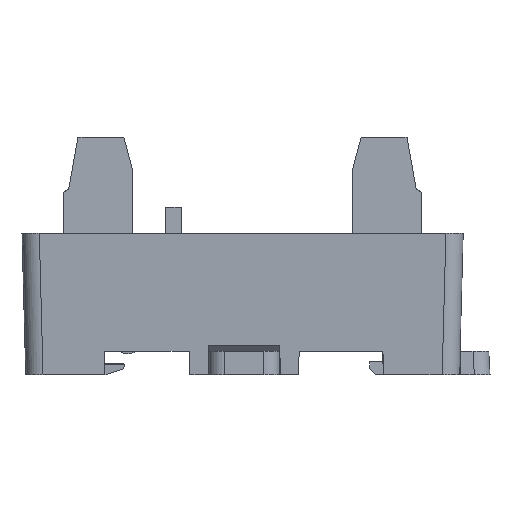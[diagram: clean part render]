
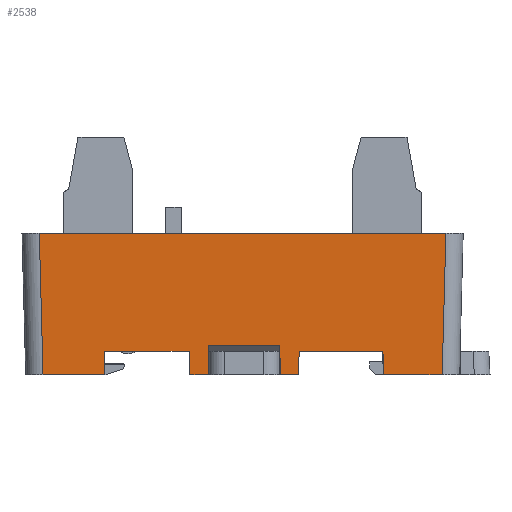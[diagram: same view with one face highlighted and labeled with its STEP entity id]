
A CAD part, left-side view. The second image highlights one B-rep face of the part: STEP entity #2538.
In plain terms, the highlighted planar face has unit normal (-1, 0, -0.026).
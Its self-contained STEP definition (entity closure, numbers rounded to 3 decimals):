
#1650=FACE_OUTER_BOUND('',#4799,.T.);
#2538=ADVANCED_FACE('',(#1650),#3471,.T.);
#3471=PLANE('',#18610);
#4799=EDGE_LOOP('',(#6579,#6580,#6581,#6582,#6583,#6584,#6585,#6586,#6587,
#6588,#6589,#6590,#6591,#6592,#6593,#6594));
#6579=ORIENTED_EDGE('',*,*,#12777,.T.);
#6580=ORIENTED_EDGE('',*,*,#12835,.T.);
#6581=ORIENTED_EDGE('',*,*,#12804,.T.);
#6582=ORIENTED_EDGE('',*,*,#12828,.F.);
#6583=ORIENTED_EDGE('',*,*,#12581,.T.);
#6584=ORIENTED_EDGE('',*,*,#12836,.F.);
#6585=ORIENTED_EDGE('',*,*,#12837,.F.);
#6586=ORIENTED_EDGE('',*,*,#12838,.T.);
#6587=ORIENTED_EDGE('',*,*,#12839,.F.);
#6588=ORIENTED_EDGE('',*,*,#12840,.T.);
#6589=ORIENTED_EDGE('',*,*,#12841,.F.);
#6590=ORIENTED_EDGE('',*,*,#12842,.T.);
#6591=ORIENTED_EDGE('',*,*,#12567,.T.);
#6592=ORIENTED_EDGE('',*,*,#12767,.T.);
#6593=ORIENTED_EDGE('',*,*,#12759,.T.);
#6594=ORIENTED_EDGE('',*,*,#12843,.T.);
#10955=VERTEX_POINT('',#24468);
#10956=VERTEX_POINT('',#24470);
#10969=VERTEX_POINT('',#24496);
#10970=VERTEX_POINT('',#24498);
#11112=VERTEX_POINT('',#24853);
#11113=VERTEX_POINT('',#24855);
#11123=VERTEX_POINT('',#24889);
#11124=VERTEX_POINT('',#24891);
#11142=VERTEX_POINT('',#24938);
#11143=VERTEX_POINT('',#24940);
#11157=VERTEX_POINT('',#25003);
#11158=VERTEX_POINT('',#25005);
#11159=VERTEX_POINT('',#25007);
#11160=VERTEX_POINT('',#25009);
#11161=VERTEX_POINT('',#25011);
#11162=VERTEX_POINT('',#25013);
#12567=EDGE_CURVE('',#10956,#10955,#14920,.T.);
#12581=EDGE_CURVE('',#10970,#10969,#14932,.T.);
#12759=EDGE_CURVE('',#11113,#11112,#15103,.T.);
#12767=EDGE_CURVE('',#10955,#11113,#15111,.T.);
#12777=EDGE_CURVE('',#11124,#11123,#15119,.T.);
#12804=EDGE_CURVE('',#11143,#11142,#15142,.T.);
#12828=EDGE_CURVE('',#10970,#11142,#15163,.T.);
#12835=EDGE_CURVE('',#11123,#11143,#15170,.T.);
#12836=EDGE_CURVE('',#11157,#10969,#15171,.T.);
#12837=EDGE_CURVE('',#11158,#11157,#15172,.T.);
#12838=EDGE_CURVE('',#11158,#11159,#15173,.T.);
#12839=EDGE_CURVE('',#11160,#11159,#15174,.T.);
#12840=EDGE_CURVE('',#11160,#11161,#15175,.T.);
#12841=EDGE_CURVE('',#11162,#11161,#15176,.T.);
#12842=EDGE_CURVE('',#11162,#10956,#15177,.T.);
#12843=EDGE_CURVE('',#11112,#11124,#15178,.T.);
#14920=LINE('',#24469,#16783);
#14932=LINE('',#24497,#16795);
#15103=LINE('',#24854,#16966);
#15111=LINE('',#24869,#16974);
#15119=LINE('',#24890,#16982);
#15142=LINE('',#24939,#17005);
#15163=LINE('',#24990,#17026);
#15170=LINE('',#25001,#17033);
#15171=LINE('',#25002,#17034);
#15172=LINE('',#25004,#17035);
#15173=LINE('',#25006,#17036);
#15174=LINE('',#25008,#17037);
#15175=LINE('',#25010,#17038);
#15176=LINE('',#25012,#17039);
#15177=LINE('',#25014,#17040);
#15178=LINE('',#25015,#17041);
#16783=VECTOR('',#19848,1.);
#16795=VECTOR('',#19864,1.);
#16966=VECTOR('',#20121,1.);
#16974=VECTOR('',#20133,1.);
#16982=VECTOR('',#20155,1.);
#17005=VECTOR('',#20192,1.);
#17026=VECTOR('',#20245,1.);
#17033=VECTOR('',#20260,1.);
#17034=VECTOR('',#20261,1.);
#17035=VECTOR('',#20262,1.);
#17036=VECTOR('',#20263,1.);
#17037=VECTOR('',#20264,1.);
#17038=VECTOR('',#20265,1.);
#17039=VECTOR('',#20266,1.);
#17040=VECTOR('',#20267,1.);
#17041=VECTOR('',#20268,1.);
#18610=AXIS2_PLACEMENT_3D('',#25016,#20269,#20270);
#19848=DIRECTION('',(0.,-1.,0.));
#19864=DIRECTION('',(0.,-1.,0.));
#20121=DIRECTION('',(0.,-1.,0.));
#20133=DIRECTION('',(0.026,-0.017,-1.));
#20155=DIRECTION('',(0.,1.,0.));
#20192=DIRECTION('',(0.,-1.,0.));
#20245=DIRECTION('',(0.026,0.017,-1.));
#20260=DIRECTION('',(0.026,-0.026,-0.999));
#20261=DIRECTION('',(-0.026,0.035,0.999));
#20262=DIRECTION('',(0.,1.,0.));
#20263=DIRECTION('',(-0.026,-0.009,1.));
#20264=DIRECTION('',(0.,1.,0.));
#20265=DIRECTION('',(0.026,-0.009,-1.));
#20266=DIRECTION('',(0.,1.,0.));
#20267=DIRECTION('',(-0.026,-0.035,0.999));
#20268=DIRECTION('',(-0.026,-0.026,0.999));
#20269=DIRECTION('',(-1.,0.,-0.026));
#20270=DIRECTION('',(-0.026,0.,1.));
#24468=CARTESIAN_POINT('',(-28.557,10.2,-15.));
#24469=CARTESIAN_POINT('',(-28.557,27.85,-15.));
#24470=CARTESIAN_POINT('',(-28.557,20.85,-15.));
#24496=CARTESIAN_POINT('',(-28.557,34.85,-15.));
#24497=CARTESIAN_POINT('',(-28.557,27.85,-15.));
#24498=CARTESIAN_POINT('',(-28.557,45.6,-15.));
#24853=CARTESIAN_POINT('',(-28.479,2.671,-18.));
#24854=CARTESIAN_POINT('',(-28.479,27.85,-18.));
#24855=CARTESIAN_POINT('',(-28.479,10.148,-18.));
#24869=CARTESIAN_POINT('',(-28.958,10.467,0.309));
#24889=CARTESIAN_POINT('',(-28.95,53.901,0.));
#24890=CARTESIAN_POINT('',(-28.95,28.35,0.));
#24891=CARTESIAN_POINT('',(-28.95,2.199,0.));
#24938=CARTESIAN_POINT('',(-28.479,45.652,-18.));
#24939=CARTESIAN_POINT('',(-28.479,28.35,-18.));
#24940=CARTESIAN_POINT('',(-28.479,53.429,-18.));
#24990=CARTESIAN_POINT('',(-28.526,45.621,-16.204));
#25001=CARTESIAN_POINT('',(-28.933,53.884,-0.66));
#25002=CARTESIAN_POINT('',(-28.526,34.808,-16.202));
#25003=CARTESIAN_POINT('',(-28.479,34.745,-18.));
#25004=CARTESIAN_POINT('',(-28.479,27.85,-18.));
#25005=CARTESIAN_POINT('',(-28.479,32.426,-18.));
#25006=CARTESIAN_POINT('',(-28.526,32.411,-16.204));
#25007=CARTESIAN_POINT('',(-28.576,32.394,-14.274));
#25008=CARTESIAN_POINT('',(-28.576,237.295,-14.274));
#25009=CARTESIAN_POINT('',(-28.576,23.306,-14.274));
#25010=CARTESIAN_POINT('',(-28.526,23.29,-16.204));
#25011=CARTESIAN_POINT('',(-28.479,23.274,-18.));
#25012=CARTESIAN_POINT('',(-28.479,27.85,-18.));
#25013=CARTESIAN_POINT('',(-28.479,20.955,-18.));
#25014=CARTESIAN_POINT('',(-28.943,20.336,-0.282));
#25015=CARTESIAN_POINT('',(-28.933,2.217,-0.66));
#25016=CARTESIAN_POINT('',(-28.95,28.35,-0.003));
